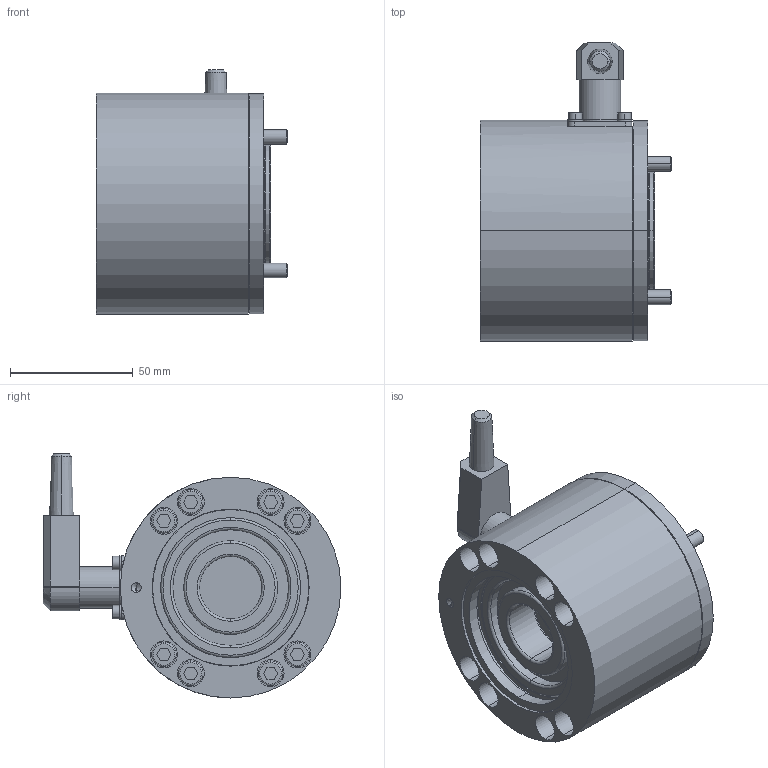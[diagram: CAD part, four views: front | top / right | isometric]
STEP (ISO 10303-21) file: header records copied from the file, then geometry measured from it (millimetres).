
FILE_DESCRIPTION (( 'STEP AP203' ), '1' );
FILE_NAME ('31104632_-.step', '2022-03-08T08:35:29', ( '' ), ( '' ), 'SwSTEP 2.0', 'SolidWorks 2018', '' );
FILE_SCHEMA (( 'CONFIG_CONTROL_DESIGN' ));
Length unit declared in the file: millimetre
Products named in the file (13): 31104496_stp_01; 31104498_stp_nach_Vergueten; Zyl-Schr DIN912_M6x40; PKL_NLJ1_vereinfacht_01; Federringe_DIN127A_M03; Si-Ring DIN472_D57.15; Zyl-Schr DIN912_M6x30; 31104488_01; 31104502_01; Zyl-Schr DIN912_M3x6; Flanschstecker_M14x1_Mini_5pol; 31104632_-; 31100948_01
Assembly tree (24 placements, depth 3):
  31104632_-
    31104496_stp_01
      31104498_stp_nach_Vergueten
      31104488_01
      31104502_01
      Federringe_DIN127A_M03  x4
      Zyl-Schr DIN912_M3x6  x4
      Zyl-Schr DIN912_M6x30  x4
      Si-Ring DIN472_D57.15
      Flanschstecker_M14x1_Mini_5pol
      PKL_NLJ1_vereinfacht_01
    Zyl-Schr DIN912_M6x40  x4
    31100948_01
Bounding box: 78 x 121.5 x 99.5 mm (x, y, z)
Volume: 307739.8 mm3; surface area: 123088.5 mm2
Topology: 23 solids, 23 shells, 596 faces, 1324 edges, 837 vertices
Faces by surface type: cylinder 265, plane 214, cone 67, torus 50
Entity records: 13735 total; most frequent: DIRECTION 2337, CARTESIAN_POINT 2104, ORIENTED_EDGE 1864, AXIS2_PLACEMENT_3D 973, EDGE_CURVE 932, VERTEX_POINT 597, CIRCLE 529, EDGE_LOOP 527
